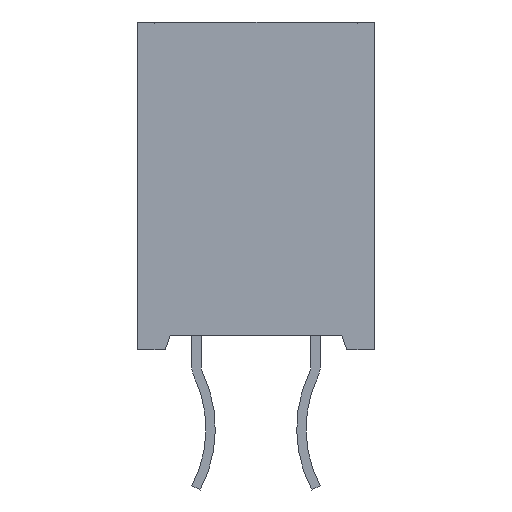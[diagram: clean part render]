
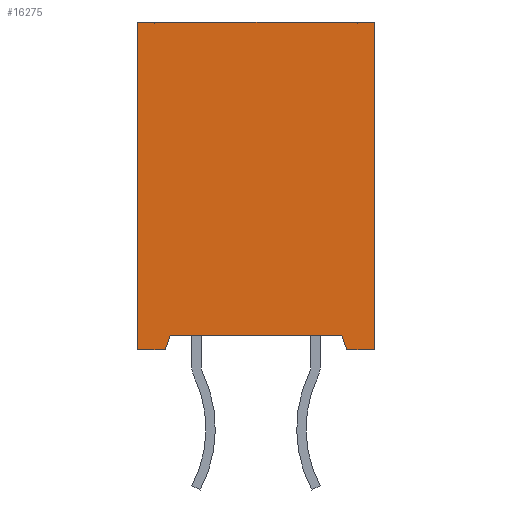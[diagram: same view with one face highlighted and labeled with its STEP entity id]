
A CAD part, left-side view. The second image highlights one B-rep face of the part: STEP entity #16275.
In plain terms, the highlighted planar face has unit normal (-1, 0, 0).
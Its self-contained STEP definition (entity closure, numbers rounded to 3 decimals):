
#6=DIRECTION('',(0.,0.,-1.));
#7=VECTOR('',#6,7.);
#8=CARTESIAN_POINT('',(-21.59,2.53,0.));
#9=LINE('',#8,#7);
#18=DIRECTION('',(0.,1.,0.));
#19=VECTOR('',#18,5.06);
#20=CARTESIAN_POINT('',(-21.59,-2.53,0.));
#21=LINE('',#20,#19);
#1178=DIRECTION('',(0.,-0.342,-0.94));
#1179=VECTOR('',#1178,0.319);
#1180=CARTESIAN_POINT('',(-21.59,-1.83,-6.7));
#1181=LINE('',#1180,#1179);
#1182=DIRECTION('',(0.,-1.,0.));
#1183=VECTOR('',#1182,3.66);
#1184=CARTESIAN_POINT('',(-21.59,1.83,-6.7));
#1185=LINE('',#1184,#1183);
#1186=DIRECTION('',(0.,-0.342,0.94));
#1187=VECTOR('',#1186,0.319);
#1188=CARTESIAN_POINT('',(-21.59,1.939,-7.));
#1189=LINE('',#1188,#1187);
#1190=DIRECTION('',(0.,1.,0.));
#1191=VECTOR('',#1190,0.591);
#1192=CARTESIAN_POINT('',(-21.59,1.939,-7.));
#1193=LINE('',#1192,#1191);
#1194=DIRECTION('',(0.,1.,0.));
#1195=VECTOR('',#1194,0.591);
#1196=CARTESIAN_POINT('',(-21.59,-2.53,-7.));
#1197=LINE('',#1196,#1195);
#1210=DIRECTION('',(0.,0.,-1.));
#1211=VECTOR('',#1210,7.);
#1212=CARTESIAN_POINT('',(-21.59,-2.53,0.));
#1213=LINE('',#1212,#1211);
#11879=CARTESIAN_POINT('',(-21.59,2.53,0.));
#11881=VERTEX_POINT('',#11879);
#11884=CARTESIAN_POINT('',(-21.59,2.53,-7.));
#11885=VERTEX_POINT('',#11884);
#11887=CARTESIAN_POINT('',(-21.59,-2.53,0.));
#11889=VERTEX_POINT('',#11887);
#11892=CARTESIAN_POINT('',(-21.59,-2.53,-7.));
#11893=VERTEX_POINT('',#11892);
#11902=CARTESIAN_POINT('',(-21.59,-1.83,-6.7));
#11903=CARTESIAN_POINT('',(-21.59,-1.939,-7.));
#11904=VERTEX_POINT('',#11902);
#11905=VERTEX_POINT('',#11903);
#11906=CARTESIAN_POINT('',(-21.59,1.83,-6.7));
#11907=VERTEX_POINT('',#11906);
#11908=CARTESIAN_POINT('',(-21.59,1.939,-7.));
#11909=VERTEX_POINT('',#11908);
#16259=CARTESIAN_POINT('',(-21.59,2.53,-7.));
#16260=DIRECTION('',(-1.,0.,0.));
#16261=DIRECTION('',(0.,0.,1.));
#16262=AXIS2_PLACEMENT_3D('',#16259,#16260,#16261);
#16263=PLANE('',#16262);
#16264=ORIENTED_EDGE('',*,*,#15841,.F.);
#16265=ORIENTED_EDGE('',*,*,#15856,.F.);
#16266=ORIENTED_EDGE('',*,*,#16226,.F.);
#16267=ORIENTED_EDGE('',*,*,#16254,.T.);
#16268=ORIENTED_EDGE('',*,*,#15447,.F.);
#16269=ORIENTED_EDGE('',*,*,#15466,.F.);
#16271=ORIENTED_EDGE('',*,*,#16270,.T.);
#16272=ORIENTED_EDGE('',*,*,#16238,.T.);
#16273=EDGE_LOOP('',(#16264,#16265,#16266,#16267,#16268,#16269,#16271,#16272));
#16274=FACE_OUTER_BOUND('',#16273,.F.);
#15447=EDGE_CURVE('',#11881,#11885,#9,.T.);
#15466=EDGE_CURVE('',#11889,#11881,#21,.T.);
#15841=EDGE_CURVE('',#11904,#11905,#1181,.T.);
#15856=EDGE_CURVE('',#11907,#11904,#1185,.T.);
#16226=EDGE_CURVE('',#11909,#11907,#1189,.T.);
#16238=EDGE_CURVE('',#11893,#11905,#1197,.T.);
#16254=EDGE_CURVE('',#11909,#11885,#1193,.T.);
#16270=EDGE_CURVE('',#11889,#11893,#1213,.T.);
#16275=ADVANCED_FACE('',(#16274),#16263,.T.);
